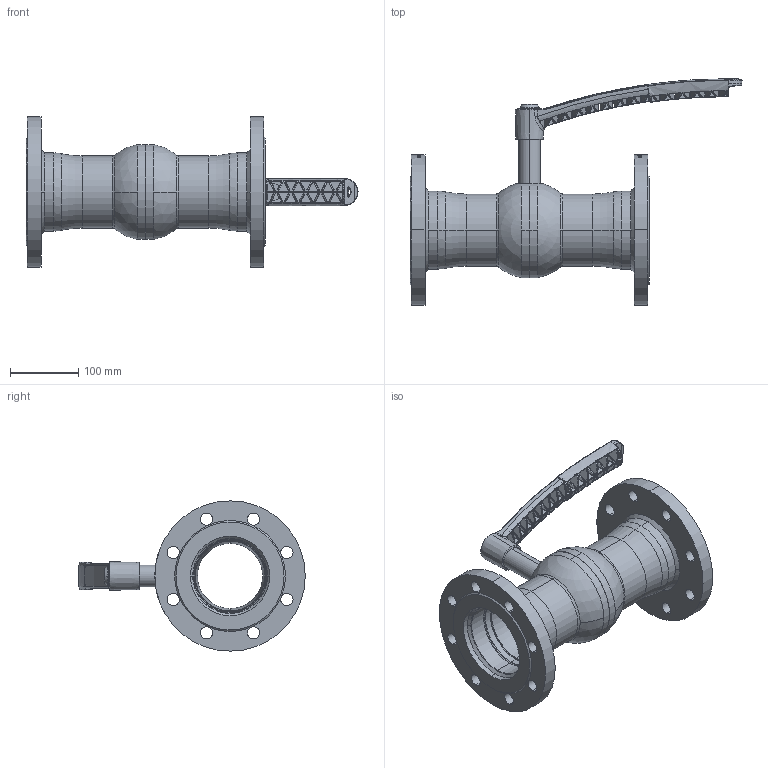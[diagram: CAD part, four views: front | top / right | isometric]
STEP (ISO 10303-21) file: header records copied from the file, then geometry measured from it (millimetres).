
FILE_DESCRIPTION (( 'STEP AP214' ), '1' );
FILE_NAME ('8500416100 010.step', '2025-05-29T08:11:45', ( '' ), ( '' ), 'SwSTEP 2.0', 'SolidWorks 2023', '' );
FILE_SCHEMA (( 'AUTOMOTIVE_DESIGN' ));
Products named in the file (1): 8500416100 010
Bounding box: 485.92 x 331.48 x 220 mm (x, y, z)
Surface area: 416766.3 mm2 (no closed solid volume)
Topology: 0 solids, 43 shells, 877 faces, 3828 edges, 2882 vertices
Faces by surface type: bspline 368, plane 219, cylinder 180, cone 68, torus 37, sphere 5
Entity records: 82948 total; most frequent: CARTESIAN_POINT 58638, ORIENTED_EDGE 5137, EDGE_CURVE 3809, DIRECTION 3294, VERTEX_POINT 2882, B_SPLINE_CURVE_WITH_KNOTS 2111, AXIS2_PLACEMENT_3D 1276, EDGE_LOOP 1018
